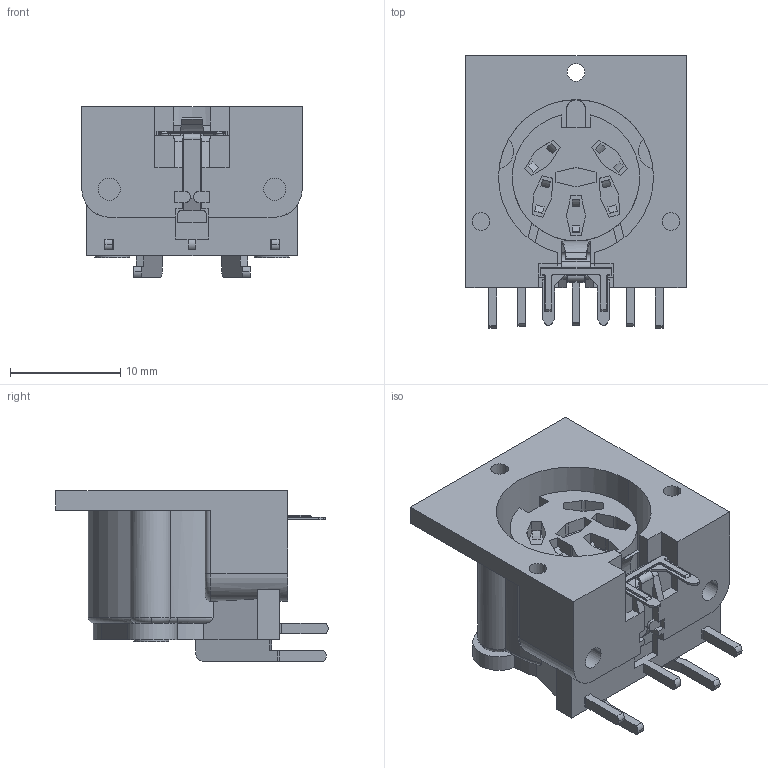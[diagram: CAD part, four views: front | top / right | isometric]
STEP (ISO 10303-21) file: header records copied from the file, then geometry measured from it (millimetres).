
FILE_DESCRIPTION (( 'STEP AP214' ), '1' );
FILE_NAME ('61PC6F.STEP', '2015-12-09T16:50:33', ( '' ), ( '' ), 'SwSTEP 2.0', 'SolidWorks 2014', '' );
FILE_SCHEMA (( 'AUTOMOTIVE_DESIGN' ));
Length unit declared in the file: inch
Products named in the file (1): 61PC6F
Bounding box: 19.96 x 24.68 x 15.49 mm (x, y, z)
Volume: 3220.4 mm3; surface area: 3196.5 mm2
Topology: 1 solids, 1 shells, 410 faces, 1125 edges, 732 vertices
Faces by surface type: plane 271, cylinder 122, torus 17
Entity records: 13091 total; most frequent: CARTESIAN_POINT 2434, ORIENTED_EDGE 2250, DIRECTION 2187, EDGE_CURVE 1125, LINE 825, VECTOR 825, VERTEX_POINT 732, AXIS2_PLACEMENT_3D 681
